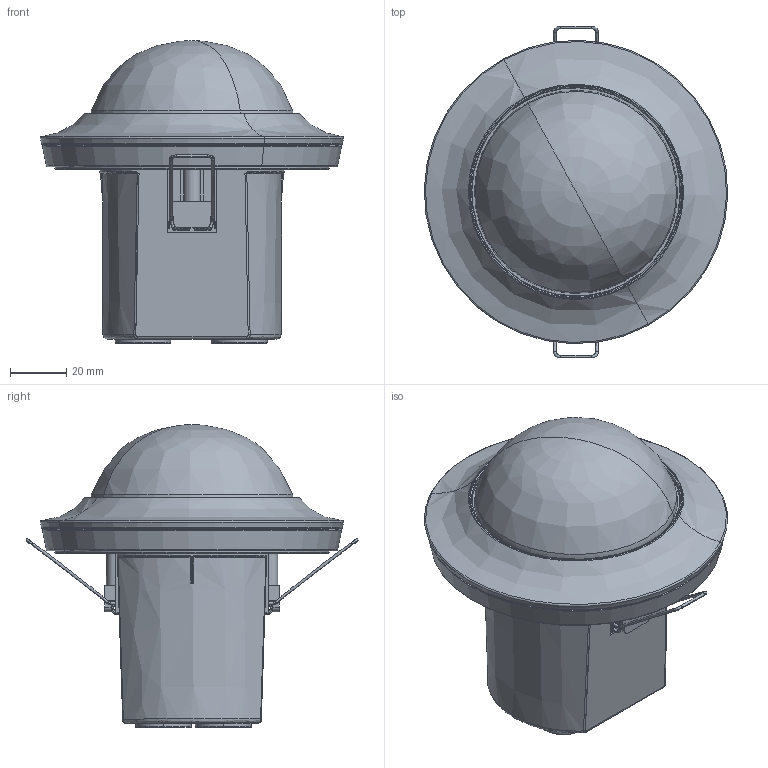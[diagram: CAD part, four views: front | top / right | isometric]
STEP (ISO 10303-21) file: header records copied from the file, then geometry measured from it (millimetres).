
FILE_DESCRIPTION(('',''),'2;1');
FILE_NAME('','',('none'),('none'),'','','none');
FILE_SCHEMA(('AUTOMOTIVE_DESIGN { 1 0 10303 214 1 1 1 1 }'));
Length unit declared in the file: millimetre
Products named in the file (1): EP10426865
Bounding box: 107.79 x 117.94 x 107.49 mm (x, y, z)
Volume: 382059.9 mm3; surface area: 56390.5 mm2
Topology: 4 solids, 4 shells, 489 faces, 1368 edges, 828 vertices
Faces by surface type: bspline 168, plane 145, cylinder 70, torus 42, revolution 24, cone 20, extrusion 16, sphere 4
Entity records: 33546 total; most frequent: CARTESIAN_POINT 23472, ORIENTED_EDGE 2696, EDGE_CURVE 1348, DIRECTION 1156, VERTEX_POINT 828, EDGE_LOOP 560, VECTOR 517, LINE 501
